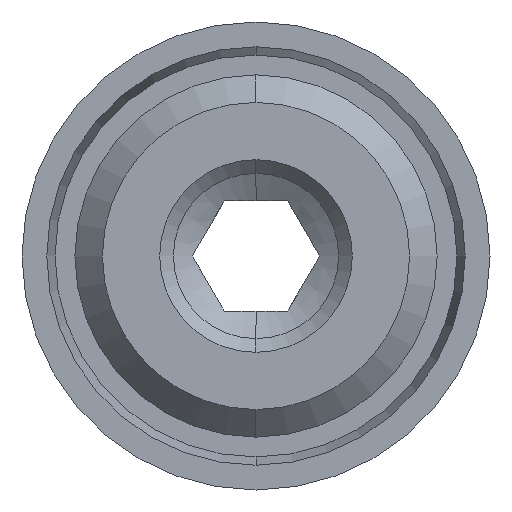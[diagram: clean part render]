
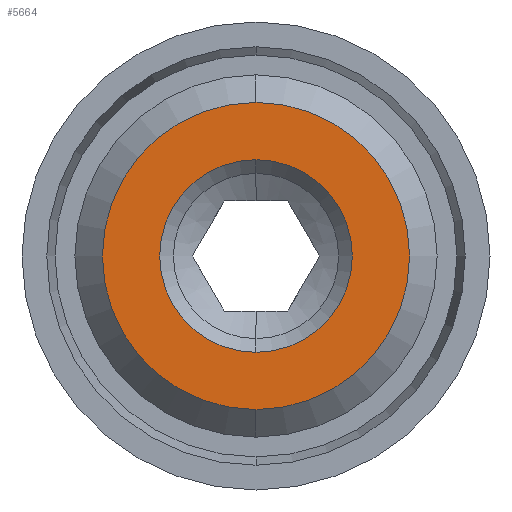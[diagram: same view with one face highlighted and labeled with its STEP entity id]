
A CAD part, left-side view. The second image highlights one B-rep face of the part: STEP entity #5664.
In plain terms, the highlighted planar face has unit normal (-1, 0, 0).
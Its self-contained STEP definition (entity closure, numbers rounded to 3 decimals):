
#223 = CIRCLE ( 'NONE', #7550, 3.5 ) ;
#303 = EDGE_LOOP ( 'NONE', ( #2769, #7441 ) ) ;
#510 = DIRECTION ( 'NONE',  ( 0., 0., 1. ) ) ;
#654 = FACE_OUTER_BOUND ( 'NONE', #303, .T. ) ;
#787 = AXIS2_PLACEMENT_3D ( 'NONE', #841, #7696, #1797 ) ;
#841 = CARTESIAN_POINT ( 'NONE',  ( 12.247, 17.287, -0.544 ) ) ;
#887 = ORIENTED_EDGE ( 'NONE', *, *, #4993, .T. ) ;
#1421 = PLANE ( 'NONE',  #10494 ) ;
#1797 = DIRECTION ( 'NONE',  ( 0., 0., -1. ) ) ;
#2261 = EDGE_CURVE ( 'NONE', #2523, #9317, #8248, .T. ) ;
#2264 = VERTEX_POINT ( 'NONE', #2521 ) ;
#2424 = CIRCLE ( 'NONE', #11580, 5.579 ) ;
#2521 = CARTESIAN_POINT ( 'NONE',  ( 12.247, 17.287, -6.122 ) ) ;
#2523 = VERTEX_POINT ( 'NONE', #3130 ) ;
#2712 = DIRECTION ( 'NONE',  ( -1., 0., 0. ) ) ;
#2769 = ORIENTED_EDGE ( 'NONE', *, *, #6694, .T. ) ;
#3130 = CARTESIAN_POINT ( 'NONE',  ( 12.247, 17.287, -4.044 ) ) ;
#3170 = AXIS2_PLACEMENT_3D ( 'NONE', #3524, #10421, #4511 ) ;
#3524 = CARTESIAN_POINT ( 'NONE',  ( 12.247, 17.287, -0.544 ) ) ;
#3922 = DIRECTION ( 'NONE',  ( 1., 0., 0. ) ) ;
#4115 = CIRCLE ( 'NONE', #787, 5.579 ) ;
#4511 = DIRECTION ( 'NONE',  ( 0., 0., 1. ) ) ;
#4621 = EDGE_LOOP ( 'NONE', ( #887, #8504 ) ) ;
#4993 = EDGE_CURVE ( 'NONE', #9317, #2523, #223, .T. ) ;
#5565 = FACE_BOUND ( 'NONE', #4621, .T. ) ;
#5664 = ADVANCED_FACE ( 'NONE', ( #5565, #654 ), #1421, .T. ) ;
#5720 = CARTESIAN_POINT ( 'NONE',  ( 12.247, 17.287, 5.035 ) ) ;
#6017 = VERTEX_POINT ( 'NONE', #5720 ) ;
#6357 = DIRECTION ( 'NONE',  ( -1., 0., 0. ) ) ;
#6694 = EDGE_CURVE ( 'NONE', #2264, #6017, #2424, .T. ) ;
#6783 = EDGE_CURVE ( 'NONE', #6017, #2264, #4115, .T. ) ;
#7441 = ORIENTED_EDGE ( 'NONE', *, *, #6783, .T. ) ;
#7550 = AXIS2_PLACEMENT_3D ( 'NONE', #9826, #3922, #10821 ) ;
#7696 = DIRECTION ( 'NONE',  ( -1., 0., 0. ) ) ;
#8248 = CIRCLE ( 'NONE', #3170, 3.5 ) ;
#8504 = ORIENTED_EDGE ( 'NONE', *, *, #2261, .T. ) ;
#8613 = CARTESIAN_POINT ( 'NONE',  ( 12.247, 17.287, -0.544 ) ) ;
#8870 = CARTESIAN_POINT ( 'NONE',  ( 12.247, 17.287, 2.956 ) ) ;
#9317 = VERTEX_POINT ( 'NONE', #8870 ) ;
#9601 = DIRECTION ( 'NONE',  ( 0., 0., -1. ) ) ;
#9826 = CARTESIAN_POINT ( 'NONE',  ( 12.247, 17.287, -0.544 ) ) ;
#10421 = DIRECTION ( 'NONE',  ( 1., 0., 0. ) ) ;
#10494 = AXIS2_PLACEMENT_3D ( 'NONE', #12281, #6357, #510 ) ;
#10821 = DIRECTION ( 'NONE',  ( 0., 0., 1. ) ) ;
#11580 = AXIS2_PLACEMENT_3D ( 'NONE', #8613, #2712, #9601 ) ;
#12281 = CARTESIAN_POINT ( 'NONE',  ( 12.247, 17.287, 1.888 ) ) ;
